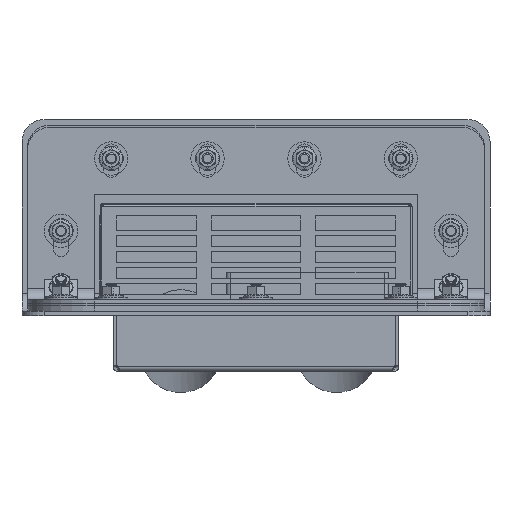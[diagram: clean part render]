
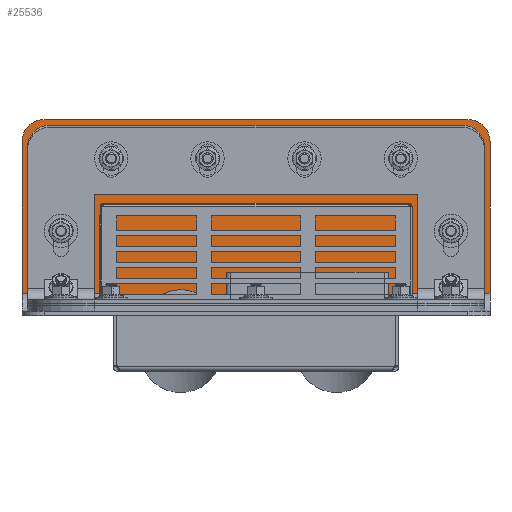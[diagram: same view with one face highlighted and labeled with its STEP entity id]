
A CAD part, left-side view. The second image highlights one B-rep face of the part: STEP entity #25536.
In plain terms, the highlighted planar face has unit normal (-1, 0, 0).
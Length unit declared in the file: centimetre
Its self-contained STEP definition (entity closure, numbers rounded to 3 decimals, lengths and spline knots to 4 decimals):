
#605=FACE_BOUND('',#3738,.T.);
#606=FACE_BOUND('',#3739,.T.);
#1338=PLANE('',#27235);
#2122=FACE_OUTER_BOUND('',#3737,.T.);
#3737=EDGE_LOOP('',(#17742,#17743,#17744,#17745,#17746,#17747,#17748,#17749,
#17750,#17751,#17752,#17753,#17754,#17755,#17756,#17757));
#3738=EDGE_LOOP('',(#17758));
#3739=EDGE_LOOP('',(#17759));
#5610=LINE('',#38340,#7906);
#5623=LINE('',#38375,#7919);
#5624=LINE('',#38377,#7920);
#5625=LINE('',#38379,#7921);
#5626=LINE('',#38381,#7922);
#5627=LINE('',#38383,#7923);
#5628=LINE('',#38387,#7924);
#5629=LINE('',#38391,#7925);
#5630=LINE('',#38393,#7926);
#5631=LINE('',#38395,#7927);
#5632=LINE('',#38397,#7928);
#5633=LINE('',#38398,#7929);
#7906=VECTOR('',#30178,10.);
#7919=VECTOR('',#30205,10.);
#7920=VECTOR('',#30206,10.);
#7921=VECTOR('',#30207,10.);
#7922=VECTOR('',#30208,10.);
#7923=VECTOR('',#30209,17.76);
#7924=VECTOR('',#30212,10.);
#7925=VECTOR('',#30215,17.76);
#7926=VECTOR('',#30216,10.);
#7927=VECTOR('',#30217,10.);
#7928=VECTOR('',#30218,10.);
#7929=VECTOR('',#30219,10.);
#10153=CIRCLE('',#27221,35.25);
#10155=CIRCLE('',#27224,35.25);
#10157=CIRCLE('',#27227,7.5);
#10161=CIRCLE('',#27234,7.5);
#10162=CIRCLE('',#27236,20.);
#10163=CIRCLE('',#27237,20.);
#11394=VERTEX_POINT('',#38317);
#11396=VERTEX_POINT('',#38323);
#11399=VERTEX_POINT('',#38330);
#11400=VERTEX_POINT('',#38332);
#11402=VERTEX_POINT('',#38338);
#11416=VERTEX_POINT('',#38370);
#11417=VERTEX_POINT('',#38374);
#11418=VERTEX_POINT('',#38376);
#11419=VERTEX_POINT('',#38378);
#11420=VERTEX_POINT('',#38380);
#11421=VERTEX_POINT('',#38382);
#11422=VERTEX_POINT('',#38384);
#11423=VERTEX_POINT('',#38386);
#11424=VERTEX_POINT('',#38388);
#11425=VERTEX_POINT('',#38390);
#11426=VERTEX_POINT('',#38392);
#11427=VERTEX_POINT('',#38394);
#11428=VERTEX_POINT('',#38396);
#13760=EDGE_CURVE('',#11394,#11394,#10153,.T.);
#13763=EDGE_CURVE('',#11396,#11396,#10155,.T.);
#13766=EDGE_CURVE('',#11399,#11400,#10157,.T.);
#13770=EDGE_CURVE('',#11402,#11399,#5610,.T.);
#13785=EDGE_CURVE('',#11416,#11402,#10161,.T.);
#13787=EDGE_CURVE('',#11416,#11417,#5623,.T.);
#13788=EDGE_CURVE('',#11417,#11418,#5624,.T.);
#13789=EDGE_CURVE('',#11418,#11419,#5625,.T.);
#13790=EDGE_CURVE('',#11419,#11420,#5626,.T.);
#13791=EDGE_CURVE('',#11421,#11420,#5627,.T.);
#13792=EDGE_CURVE('',#11422,#11421,#10162,.T.);
#13793=EDGE_CURVE('',#11422,#11423,#5628,.T.);
#13794=EDGE_CURVE('',#11424,#11423,#10163,.T.);
#13795=EDGE_CURVE('',#11424,#11425,#5629,.T.);
#13796=EDGE_CURVE('',#11425,#11426,#5630,.T.);
#13797=EDGE_CURVE('',#11426,#11427,#5631,.T.);
#13798=EDGE_CURVE('',#11427,#11428,#5632,.T.);
#13799=EDGE_CURVE('',#11428,#11400,#5633,.T.);
#17742=ORIENTED_EDGE('',*,*,#13766,.F.);
#17743=ORIENTED_EDGE('',*,*,#13770,.F.);
#17744=ORIENTED_EDGE('',*,*,#13785,.F.);
#17745=ORIENTED_EDGE('',*,*,#13787,.T.);
#17746=ORIENTED_EDGE('',*,*,#13788,.T.);
#17747=ORIENTED_EDGE('',*,*,#13789,.T.);
#17748=ORIENTED_EDGE('',*,*,#13790,.T.);
#17749=ORIENTED_EDGE('',*,*,#13791,.F.);
#17750=ORIENTED_EDGE('',*,*,#13792,.F.);
#17751=ORIENTED_EDGE('',*,*,#13793,.T.);
#17752=ORIENTED_EDGE('',*,*,#13794,.F.);
#17753=ORIENTED_EDGE('',*,*,#13795,.T.);
#17754=ORIENTED_EDGE('',*,*,#13796,.T.);
#17755=ORIENTED_EDGE('',*,*,#13797,.T.);
#17756=ORIENTED_EDGE('',*,*,#13798,.T.);
#17757=ORIENTED_EDGE('',*,*,#13799,.T.);
#17758=ORIENTED_EDGE('',*,*,#13760,.T.);
#17759=ORIENTED_EDGE('',*,*,#13763,.T.);
#25536=ADVANCED_FACE('',(#2122,#605,#606),#1338,.T.);
#27221=AXIS2_PLACEMENT_3D('',#38319,#30157,#30158);
#27224=AXIS2_PLACEMENT_3D('',#38325,#30164,#30165);
#27227=AXIS2_PLACEMENT_3D('',#38333,#30171,#30172);
#27234=AXIS2_PLACEMENT_3D('',#38371,#30200,#30201);
#27235=AXIS2_PLACEMENT_3D('',#38373,#30203,#30204);
#27236=AXIS2_PLACEMENT_3D('',#38385,#30210,#30211);
#27237=AXIS2_PLACEMENT_3D('',#38389,#30213,#30214);
#30157=DIRECTION('center_axis',(1.,0.,0.));
#30158=DIRECTION('ref_axis',(0.,-1.,0.));
#30164=DIRECTION('center_axis',(1.,0.,0.));
#30165=DIRECTION('ref_axis',(0.,-1.,0.));
#30171=DIRECTION('center_axis',(1.,0.,0.));
#30172=DIRECTION('ref_axis',(0.,0.707,-0.707));
#30178=DIRECTION('',(0.,1.,0.));
#30200=DIRECTION('center_axis',(1.,0.,0.));
#30201=DIRECTION('ref_axis',(0.,-0.707,-0.707));
#30203=DIRECTION('center_axis',(-1.,0.,0.));
#30204=DIRECTION('ref_axis',(0.,-1.,0.));
#30205=DIRECTION('',(0.,0.,1.));
#30206=DIRECTION('',(0.,-1.,0.));
#30207=DIRECTION('',(0.,0.,-1.));
#30208=DIRECTION('',(0.,-1.,0.));
#30209=DIRECTION('',(0.,0.,-1.));
#30210=DIRECTION('center_axis',(1.,0.,0.));
#30211=DIRECTION('ref_axis',(0.,-0.707,0.707));
#30212=DIRECTION('',(0.,1.,0.));
#30213=DIRECTION('center_axis',(1.,0.,0.));
#30214=DIRECTION('ref_axis',(0.,0.707,0.707));
#30215=DIRECTION('',(0.,0.,-1.));
#30216=DIRECTION('',(0.,-1.,0.));
#30217=DIRECTION('',(0.,0.,1.));
#30218=DIRECTION('',(0.,-1.,0.));
#30219=DIRECTION('',(0.,0.,-1.));
#38317=CARTESIAN_POINT('',(723.0365,438.7513,-16.));
#38319=CARTESIAN_POINT('Origin',(723.0365,403.5013,-16.));
#38323=CARTESIAN_POINT('',(723.0365,298.7513,-16.));
#38325=CARTESIAN_POINT('Origin',(723.0365,263.5013,-16.));
#38330=CARTESIAN_POINT('',(723.0365,452.9821,-52.5));
#38332=CARTESIAN_POINT('',(723.0365,460.4821,-45.));
#38333=CARTESIAN_POINT('Origin',(723.0365,452.9821,-45.));
#38338=CARTESIAN_POINT('',(723.0365,218.9821,-52.5));
#38340=CARTESIAN_POINT('',(723.0365,210.9821,-52.5));
#38370=CARTESIAN_POINT('',(723.0365,211.4821,-45.));
#38371=CARTESIAN_POINT('Origin',(723.0365,218.9821,-45.));
#38373=CARTESIAN_POINT('Origin',(723.0365,503.4821,80.0513));
#38374=CARTESIAN_POINT('',(723.0365,211.4821,17.));
#38375=CARTESIAN_POINT('',(723.0365,211.4821,31.1507));
#38376=CARTESIAN_POINT('',(723.0365,210.9821,17.));
#38377=CARTESIAN_POINT('',(723.0365,357.2321,17.));
#38378=CARTESIAN_POINT('',(723.0365,210.9821,16.));
#38379=CARTESIAN_POINT('',(723.0365,210.9821,31.1507));
#38380=CARTESIAN_POINT('',(723.0365,125.9821,16.));
#38381=CARTESIAN_POINT('',(723.0365,168.4821,16.));
#38382=CARTESIAN_POINT('',(723.0365,125.9821,152.));
#38383=CARTESIAN_POINT('',(723.0365,125.9821,-39.7947));
#38384=CARTESIAN_POINT('',(723.0365,145.9821,172.));
#38385=CARTESIAN_POINT('Origin',(723.0365,145.9821,152.));
#38386=CARTESIAN_POINT('',(723.0365,525.9821,172.));
#38387=CARTESIAN_POINT('',(723.0365,460.9821,172.));
#38388=CARTESIAN_POINT('',(723.0365,545.9821,152.));
#38389=CARTESIAN_POINT('Origin',(723.0365,525.9821,152.));
#38390=CARTESIAN_POINT('',(723.0365,545.9821,16.));
#38391=CARTESIAN_POINT('',(723.0365,545.9821,-39.7947));
#38392=CARTESIAN_POINT('',(723.0365,460.9821,16.));
#38393=CARTESIAN_POINT('',(723.0365,503.4821,16.));
#38394=CARTESIAN_POINT('',(723.0365,460.9821,17.));
#38395=CARTESIAN_POINT('',(723.0365,460.9821,31.1507));
#38396=CARTESIAN_POINT('',(723.0365,460.4821,17.));
#38397=CARTESIAN_POINT('',(723.0365,482.2321,17.));
#38398=CARTESIAN_POINT('',(723.0365,460.4821,31.1507));
